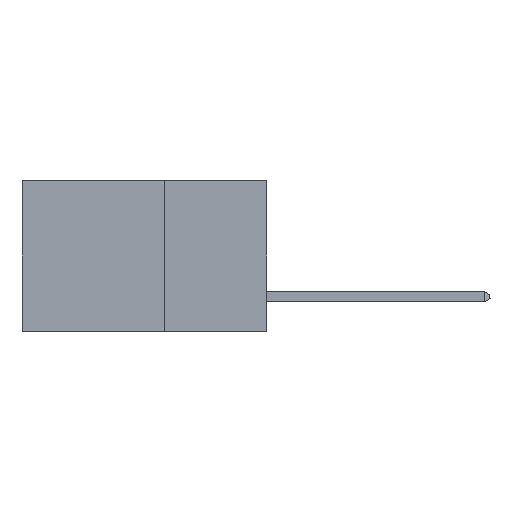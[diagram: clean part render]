
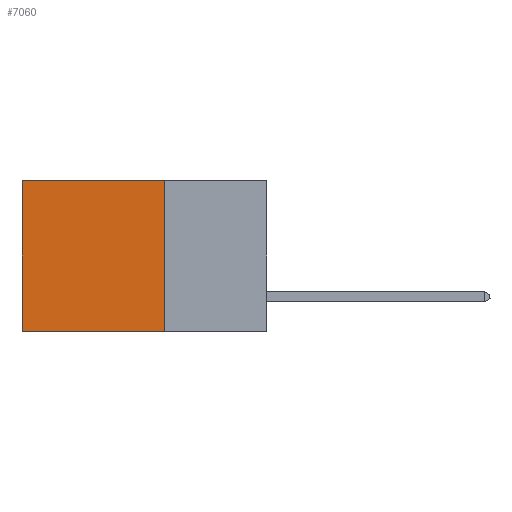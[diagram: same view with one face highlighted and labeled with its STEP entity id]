
A CAD part, left-side view. The second image highlights one B-rep face of the part: STEP entity #7060.
In plain terms, the highlighted planar face has unit normal (-1, 0, 0).
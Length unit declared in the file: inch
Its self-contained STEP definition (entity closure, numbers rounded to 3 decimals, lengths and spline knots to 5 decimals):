
#617 = VECTOR ( 'NONE', #3388, 39.37008 ) ;
#763 = CARTESIAN_POINT ( 'NONE',  ( 0.2875, 0.25, 0. ) ) ;
#942 = EDGE_CURVE ( 'NONE', #15685, #17709, #17900, .T. ) ;
#1431 = CARTESIAN_POINT ( 'NONE',  ( 0.2875, 0.25, 0. ) ) ;
#1650 = LINE ( 'NONE', #763, #15513 ) ;
#2733 = DIRECTION ( 'NONE',  ( 1., 0., 0. ) ) ;
#3064 = VECTOR ( 'NONE', #6114, 39.37008 ) ;
#3388 = DIRECTION ( 'NONE',  ( 0., 0., -1. ) ) ;
#3528 = CARTESIAN_POINT ( 'NONE',  ( 0.2875, 0.6, 0. ) ) ;
#4077 = CARTESIAN_POINT ( 'NONE',  ( 0.2875, 0.25, -0.37 ) ) ;
#4276 = VERTEX_POINT ( 'NONE', #18518 ) ;
#4278 = DIRECTION ( 'NONE',  ( 0., 0., -1. ) ) ;
#4653 = ORIENTED_EDGE ( 'NONE', *, *, #6004, .T. ) ;
#6004 = EDGE_CURVE ( 'NONE', #11279, #15685, #10024, .T. ) ;
#6114 = DIRECTION ( 'NONE',  ( 0., 1., 0. ) ) ;
#6341 = FACE_OUTER_BOUND ( 'NONE', #11742, .T. ) ;
#7060 = ADVANCED_FACE ( 'NONE', ( #6341 ), #8763, .F. ) ;
#7302 = ORIENTED_EDGE ( 'NONE', *, *, #10958, .F. ) ;
#8585 = EDGE_CURVE ( 'NONE', #4276, #17709, #19485, .T. ) ;
#8763 = PLANE ( 'NONE',  #15583 ) ;
#10024 = LINE ( 'NONE', #1431, #3064 ) ;
#10194 = CARTESIAN_POINT ( 'NONE',  ( 0.2875, 0.25, 0. ) ) ;
#10297 = CARTESIAN_POINT ( 'NONE',  ( 0.2875, 0.25, 0. ) ) ;
#10958 = EDGE_CURVE ( 'NONE', #11279, #4276, #1650, .T. ) ;
#11279 = VERTEX_POINT ( 'NONE', #10194 ) ;
#11439 = CARTESIAN_POINT ( 'NONE',  ( 0.2875, 0.6, -0.37 ) ) ;
#11742 = EDGE_LOOP ( 'NONE', ( #16127, #18989, #7302, #4653 ) ) ;
#14527 = DIRECTION ( 'NONE',  ( 0., 0., -1. ) ) ;
#14728 = DIRECTION ( 'NONE',  ( 0., 1., 0. ) ) ;
#15513 = VECTOR ( 'NONE', #14527, 39.37008 ) ;
#15583 = AXIS2_PLACEMENT_3D ( 'NONE', #10297, #2733, #4278 ) ;
#15685 = VERTEX_POINT ( 'NONE', #3528 ) ;
#16127 = ORIENTED_EDGE ( 'NONE', *, *, #942, .T. ) ;
#17359 = CARTESIAN_POINT ( 'NONE',  ( 0.2875, 0.6, 0. ) ) ;
#17709 = VERTEX_POINT ( 'NONE', #11439 ) ;
#17826 = VECTOR ( 'NONE', #14728, 39.37008 ) ;
#17900 = LINE ( 'NONE', #17359, #617 ) ;
#18518 = CARTESIAN_POINT ( 'NONE',  ( 0.2875, 0.25, -0.37 ) ) ;
#18989 = ORIENTED_EDGE ( 'NONE', *, *, #8585, .F. ) ;
#19485 = LINE ( 'NONE', #4077, #17826 ) ;
